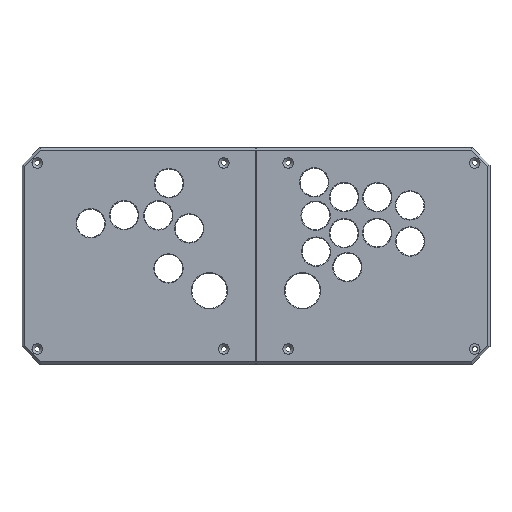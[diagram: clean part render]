
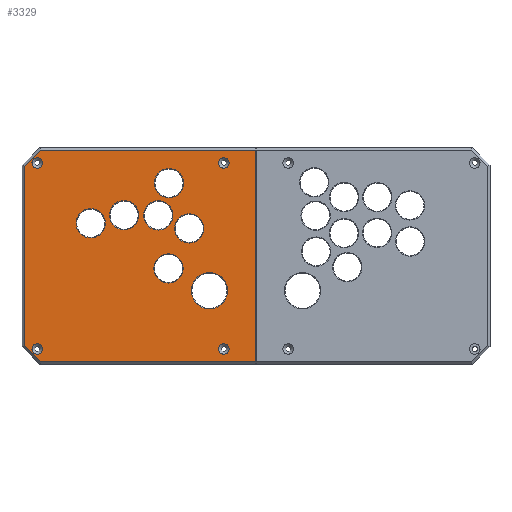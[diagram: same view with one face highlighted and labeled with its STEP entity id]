
A CAD part, top view. The second image highlights one B-rep face of the part: STEP entity #3329.
In plain terms, the highlighted planar face has unit normal (0, 0, 1).
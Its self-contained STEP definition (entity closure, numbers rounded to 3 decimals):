
#57=FACE_BOUND('',#477,.T.);
#58=FACE_BOUND('',#478,.T.);
#59=FACE_BOUND('',#479,.T.);
#60=FACE_BOUND('',#480,.T.);
#61=FACE_BOUND('',#481,.T.);
#62=FACE_BOUND('',#482,.T.);
#63=FACE_BOUND('',#483,.T.);
#64=FACE_BOUND('',#484,.T.);
#65=FACE_BOUND('',#485,.T.);
#66=FACE_BOUND('',#486,.T.);
#67=FACE_BOUND('',#487,.T.);
#120=PLANE('',#3575);
#247=FACE_OUTER_BOUND('',#476,.T.);
#476=EDGE_LOOP('',(#2277,#2278,#2279,#2280,#2281,#2282));
#477=EDGE_LOOP('',(#2283));
#478=EDGE_LOOP('',(#2284));
#479=EDGE_LOOP('',(#2285));
#480=EDGE_LOOP('',(#2286));
#481=EDGE_LOOP('',(#2287));
#482=EDGE_LOOP('',(#2288));
#483=EDGE_LOOP('',(#2289));
#484=EDGE_LOOP('',(#2290));
#485=EDGE_LOOP('',(#2291));
#486=EDGE_LOOP('',(#2292));
#487=EDGE_LOOP('',(#2293));
#758=LINE('',#5291,#958);
#759=LINE('',#5293,#959);
#760=LINE('',#5295,#960);
#761=LINE('',#5297,#961);
#762=LINE('',#5299,#962);
#763=LINE('',#5300,#963);
#958=VECTOR('',#4112,10.);
#959=VECTOR('',#4113,10.);
#960=VECTOR('',#4114,10.);
#961=VECTOR('',#4115,10.);
#962=VECTOR('',#4116,10.);
#963=VECTOR('',#4117,10.);
#1172=CIRCLE('',#3574,12.525);
#1173=CIRCLE('',#3576,12.525);
#1174=CIRCLE('',#3577,12.525);
#1175=CIRCLE('',#3578,12.525);
#1176=CIRCLE('',#3579,4.5);
#1177=CIRCLE('',#3580,4.5);
#1178=CIRCLE('',#3581,4.5);
#1179=CIRCLE('',#3582,4.5);
#1180=CIRCLE('',#3583,15.525);
#1181=CIRCLE('',#3584,12.525);
#1182=CIRCLE('',#3585,12.525);
#1450=VERTEX_POINT('',#5285);
#1451=VERTEX_POINT('',#5289);
#1452=VERTEX_POINT('',#5290);
#1453=VERTEX_POINT('',#5292);
#1454=VERTEX_POINT('',#5294);
#1455=VERTEX_POINT('',#5296);
#1456=VERTEX_POINT('',#5298);
#1457=VERTEX_POINT('',#5301);
#1458=VERTEX_POINT('',#5303);
#1459=VERTEX_POINT('',#5305);
#1460=VERTEX_POINT('',#5307);
#1461=VERTEX_POINT('',#5309);
#1462=VERTEX_POINT('',#5311);
#1463=VERTEX_POINT('',#5313);
#1464=VERTEX_POINT('',#5315);
#1465=VERTEX_POINT('',#5317);
#1466=VERTEX_POINT('',#5319);
#1762=EDGE_CURVE('',#1450,#1450,#1172,.T.);
#1764=EDGE_CURVE('',#1451,#1452,#758,.T.);
#1765=EDGE_CURVE('',#1453,#1451,#759,.T.);
#1766=EDGE_CURVE('',#1454,#1453,#760,.T.);
#1767=EDGE_CURVE('',#1455,#1454,#761,.T.);
#1768=EDGE_CURVE('',#1456,#1455,#762,.T.);
#1769=EDGE_CURVE('',#1456,#1452,#763,.T.);
#1770=EDGE_CURVE('',#1457,#1457,#1173,.T.);
#1771=EDGE_CURVE('',#1458,#1458,#1174,.T.);
#1772=EDGE_CURVE('',#1459,#1459,#1175,.T.);
#1773=EDGE_CURVE('',#1460,#1460,#1176,.T.);
#1774=EDGE_CURVE('',#1461,#1461,#1177,.T.);
#1775=EDGE_CURVE('',#1462,#1462,#1178,.T.);
#1776=EDGE_CURVE('',#1463,#1463,#1179,.T.);
#1777=EDGE_CURVE('',#1464,#1464,#1180,.T.);
#1778=EDGE_CURVE('',#1465,#1465,#1181,.T.);
#1779=EDGE_CURVE('',#1466,#1466,#1182,.T.);
#2277=ORIENTED_EDGE('',*,*,#1764,.F.);
#2278=ORIENTED_EDGE('',*,*,#1765,.F.);
#2279=ORIENTED_EDGE('',*,*,#1766,.F.);
#2280=ORIENTED_EDGE('',*,*,#1767,.F.);
#2281=ORIENTED_EDGE('',*,*,#1768,.F.);
#2282=ORIENTED_EDGE('',*,*,#1769,.T.);
#2283=ORIENTED_EDGE('',*,*,#1770,.F.);
#2284=ORIENTED_EDGE('',*,*,#1771,.F.);
#2285=ORIENTED_EDGE('',*,*,#1772,.F.);
#2286=ORIENTED_EDGE('',*,*,#1773,.F.);
#2287=ORIENTED_EDGE('',*,*,#1774,.F.);
#2288=ORIENTED_EDGE('',*,*,#1775,.F.);
#2289=ORIENTED_EDGE('',*,*,#1776,.F.);
#2290=ORIENTED_EDGE('',*,*,#1777,.F.);
#2291=ORIENTED_EDGE('',*,*,#1778,.F.);
#2292=ORIENTED_EDGE('',*,*,#1779,.F.);
#2293=ORIENTED_EDGE('',*,*,#1762,.F.);
#3329=ADVANCED_FACE('',(#247,#57,#58,#59,#60,#61,#62,#63,#64,#65,#66,#67),
#120,.T.);
#3574=AXIS2_PLACEMENT_3D('',#5286,#4107,#4108);
#3575=AXIS2_PLACEMENT_3D('',#5288,#4110,#4111);
#3576=AXIS2_PLACEMENT_3D('',#5302,#4118,#4119);
#3577=AXIS2_PLACEMENT_3D('',#5304,#4120,#4121);
#3578=AXIS2_PLACEMENT_3D('',#5306,#4122,#4123);
#3579=AXIS2_PLACEMENT_3D('',#5308,#4124,#4125);
#3580=AXIS2_PLACEMENT_3D('',#5310,#4126,#4127);
#3581=AXIS2_PLACEMENT_3D('',#5312,#4128,#4129);
#3582=AXIS2_PLACEMENT_3D('',#5314,#4130,#4131);
#3583=AXIS2_PLACEMENT_3D('',#5316,#4132,#4133);
#3584=AXIS2_PLACEMENT_3D('',#5318,#4134,#4135);
#3585=AXIS2_PLACEMENT_3D('',#5320,#4136,#4137);
#4107=DIRECTION('center_axis',(0.,0.,1.));
#4108=DIRECTION('ref_axis',(-1.,0.,0.));
#4110=DIRECTION('center_axis',(0.,0.,1.));
#4111=DIRECTION('ref_axis',(1.,0.,0.));
#4112=DIRECTION('',(1.,0.,0.));
#4113=DIRECTION('',(0.707,0.707,0.));
#4114=DIRECTION('',(0.,1.,0.));
#4115=DIRECTION('',(-0.707,0.707,0.));
#4116=DIRECTION('',(-1.,0.,0.));
#4117=DIRECTION('',(0.,1.,0.));
#4118=DIRECTION('center_axis',(0.,0.,1.));
#4119=DIRECTION('ref_axis',(-1.,0.,0.));
#4120=DIRECTION('center_axis',(0.,0.,1.));
#4121=DIRECTION('ref_axis',(-1.,0.,0.));
#4122=DIRECTION('center_axis',(0.,0.,1.));
#4123=DIRECTION('ref_axis',(-1.,0.,0.));
#4124=DIRECTION('center_axis',(0.,0.,1.));
#4125=DIRECTION('ref_axis',(-1.,0.,0.));
#4126=DIRECTION('center_axis',(0.,0.,1.));
#4127=DIRECTION('ref_axis',(-1.,0.,0.));
#4128=DIRECTION('center_axis',(0.,0.,1.));
#4129=DIRECTION('ref_axis',(-1.,0.,0.));
#4130=DIRECTION('center_axis',(0.,0.,1.));
#4131=DIRECTION('ref_axis',(-1.,0.,0.));
#4132=DIRECTION('center_axis',(0.,0.,1.));
#4133=DIRECTION('ref_axis',(-1.,0.,0.));
#4134=DIRECTION('center_axis',(0.,0.,1.));
#4135=DIRECTION('ref_axis',(-1.,0.,0.));
#4136=DIRECTION('center_axis',(0.,0.,1.));
#4137=DIRECTION('ref_axis',(-1.,0.,0.));
#5285=CARTESIAN_POINT('',(132.747,81.863,40.));
#5286=CARTESIAN_POINT('Origin',(120.222,81.863,40.));
#5288=CARTESIAN_POINT('Origin',(95.,92.5,40.));
#5289=CARTESIAN_POINT('',(10.828,183.,40.));
#5290=CARTESIAN_POINT('',(195.,183.,40.));
#5291=CARTESIAN_POINT('',(145.,183.,40.));
#5292=CARTESIAN_POINT('',(-3.,169.172,40.));
#5293=CARTESIAN_POINT('',(5.789,177.961,40.));
#5294=CARTESIAN_POINT('',(-3.,15.828,40.));
#5295=CARTESIAN_POINT('',(-3.,138.75,40.));
#5296=CARTESIAN_POINT('',(10.828,2.,40.));
#5297=CARTESIAN_POINT('',(5.789,7.039,40.));
#5298=CARTESIAN_POINT('',(195.,2.,40.));
#5299=CARTESIAN_POINT('',(45.,2.,40.));
#5300=CARTESIAN_POINT('',(195.,0.,40.));
#5301=CARTESIAN_POINT('',(66.298,120.503,40.));
#5302=CARTESIAN_POINT('Origin',(53.773,120.503,40.));
#5303=CARTESIAN_POINT('',(133.172,154.743,40.));
#5304=CARTESIAN_POINT('Origin',(120.647,154.743,40.));
#5305=CARTESIAN_POINT('',(150.448,116.039,40.));
#5306=CARTESIAN_POINT('Origin',(137.923,116.039,40.));
#5307=CARTESIAN_POINT('',(172.,172.,40.));
#5308=CARTESIAN_POINT('Origin',(167.5,172.,40.));
#5309=CARTESIAN_POINT('',(12.5,13.,40.));
#5310=CARTESIAN_POINT('Origin',(8.,13.,40.));
#5311=CARTESIAN_POINT('',(12.5,172.,40.));
#5312=CARTESIAN_POINT('Origin',(8.,172.,40.));
#5313=CARTESIAN_POINT('',(172.,13.,40.));
#5314=CARTESIAN_POINT('Origin',(167.5,13.,40.));
#5315=CARTESIAN_POINT('',(170.725,62.775,40.));
#5316=CARTESIAN_POINT('Origin',(155.2,62.775,40.));
#5317=CARTESIAN_POINT('',(124.003,127.239,40.));
#5318=CARTESIAN_POINT('Origin',(111.478,127.239,40.));
#5319=CARTESIAN_POINT('',(94.809,127.361,40.));
#5320=CARTESIAN_POINT('Origin',(82.284,127.361,40.));
